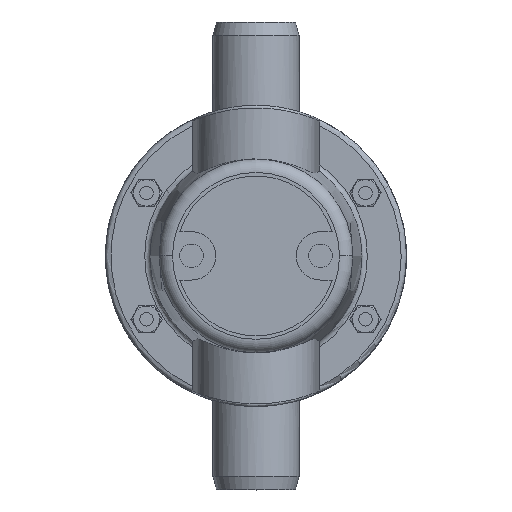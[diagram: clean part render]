
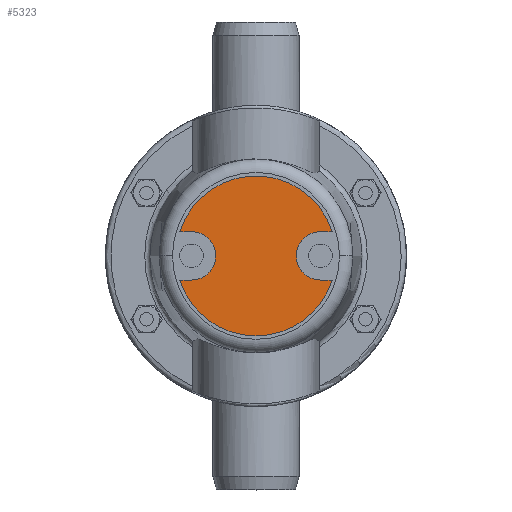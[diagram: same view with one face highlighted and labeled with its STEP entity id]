
A CAD part, top view. The second image highlights one B-rep face of the part: STEP entity #5323.
In plain terms, the highlighted planar face has unit normal (0, 0, 1).
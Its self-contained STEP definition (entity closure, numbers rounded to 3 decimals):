
#652=CARTESIAN_POINT('',(-24.,0.,63.));
#653=DIRECTION('',(0.,0.,1.));
#654=DIRECTION('',(0.,-1.,0.));
#655=AXIS2_PLACEMENT_3D('',#652,#653,#654);
#657=DIRECTION('',(-1.,0.,0.));
#658=VECTOR('',#657,4.356);
#659=CARTESIAN_POINT('',(-24.,9.,63.));
#660=LINE('',#659,#658);
#661=CARTESIAN_POINT('',(0.,0.,63.));
#662=DIRECTION('',(0.,0.,-1.));
#663=DIRECTION('',(-0.953,0.303,0.));
#664=AXIS2_PLACEMENT_3D('',#661,#662,#663);
#666=CARTESIAN_POINT('',(24.,0.,63.));
#667=DIRECTION('',(0.,0.,1.));
#668=DIRECTION('',(0.,1.,0.));
#669=AXIS2_PLACEMENT_3D('',#666,#667,#668);
#671=CARTESIAN_POINT('',(0.,0.,63.));
#672=DIRECTION('',(0.,0.,-1.));
#673=DIRECTION('',(0.953,-0.303,0.));
#674=AXIS2_PLACEMENT_3D('',#671,#672,#673);
#676=CARTESIAN_POINT('',(0.,0.,63.));
#677=DIRECTION('',(0.,0.,-1.));
#678=DIRECTION('',(0.,-1.,0.));
#679=AXIS2_PLACEMENT_3D('',#676,#677,#678);
#681=DIRECTION('',(1.,0.,0.));
#682=VECTOR('',#681,4.356);
#683=CARTESIAN_POINT('',(-28.356,-9.,63.));
#684=LINE('',#683,#682);
#697=DIRECTION('',(-1.,0.,0.));
#698=VECTOR('',#697,4.356);
#699=CARTESIAN_POINT('',(28.356,-9.,63.));
#700=LINE('',#699,#698);
#717=DIRECTION('',(1.,0.,0.));
#718=VECTOR('',#717,4.356);
#719=CARTESIAN_POINT('',(24.,9.,63.));
#720=LINE('',#719,#718);
#3841=CARTESIAN_POINT('',(-28.356,-9.,63.));
#3842=VERTEX_POINT('',#3841);
#3843=CARTESIAN_POINT('',(0.,-29.75,63.));
#3844=VERTEX_POINT('',#3843);
#3845=CARTESIAN_POINT('',(28.356,-9.,63.));
#3846=VERTEX_POINT('',#3845);
#3849=CARTESIAN_POINT('',(-28.356,9.,63.));
#3850=VERTEX_POINT('',#3849);
#3851=CARTESIAN_POINT('',(28.356,9.,63.));
#3852=VERTEX_POINT('',#3851);
#3853=CARTESIAN_POINT('',(-24.,-9.,63.));
#3854=VERTEX_POINT('',#3853);
#3855=CARTESIAN_POINT('',(-24.,9.,63.));
#3856=VERTEX_POINT('',#3855);
#3857=CARTESIAN_POINT('',(24.,9.,63.));
#3858=VERTEX_POINT('',#3857);
#3859=CARTESIAN_POINT('',(24.,-9.,63.));
#3860=VERTEX_POINT('',#3859);
#5300=CARTESIAN_POINT('',(0.,0.,63.));
#5301=DIRECTION('',(0.,0.,1.));
#5302=DIRECTION('',(0.,-1.,0.));
#5303=AXIS2_PLACEMENT_3D('',#5300,#5301,#5302);
#5304=PLANE('',#5303);
#5306=ORIENTED_EDGE('',*,*,#5305,.T.);
#5307=ORIENTED_EDGE('',*,*,#5286,.T.);
#5308=ORIENTED_EDGE('',*,*,#5267,.T.);
#5310=ORIENTED_EDGE('',*,*,#5309,.F.);
#5312=ORIENTED_EDGE('',*,*,#5311,.T.);
#5314=ORIENTED_EDGE('',*,*,#5313,.F.);
#5316=ORIENTED_EDGE('',*,*,#5315,.T.);
#5318=ORIENTED_EDGE('',*,*,#5317,.T.);
#5320=ORIENTED_EDGE('',*,*,#5319,.T.);
#5321=EDGE_LOOP('',(#5306,#5307,#5308,#5310,#5312,#5314,#5316,#5318,#5320));
#5322=FACE_OUTER_BOUND('',#5321,.F.);
#656=CIRCLE('',#655,9.);
#665=CIRCLE('',#664,29.75);
#670=CIRCLE('',#669,9.);
#675=CIRCLE('',#674,29.75);
#680=CIRCLE('',#679,29.75);
#5267=EDGE_CURVE('',#3850,#3852,#665,.T.);
#5286=EDGE_CURVE('',#3856,#3850,#660,.T.);
#5305=EDGE_CURVE('',#3854,#3856,#656,.T.);
#5309=EDGE_CURVE('',#3858,#3852,#720,.T.);
#5311=EDGE_CURVE('',#3858,#3860,#670,.T.);
#5313=EDGE_CURVE('',#3846,#3860,#700,.T.);
#5315=EDGE_CURVE('',#3846,#3844,#675,.T.);
#5317=EDGE_CURVE('',#3844,#3842,#680,.T.);
#5319=EDGE_CURVE('',#3842,#3854,#684,.T.);
#5323=ADVANCED_FACE('',(#5322),#5304,.T.);
